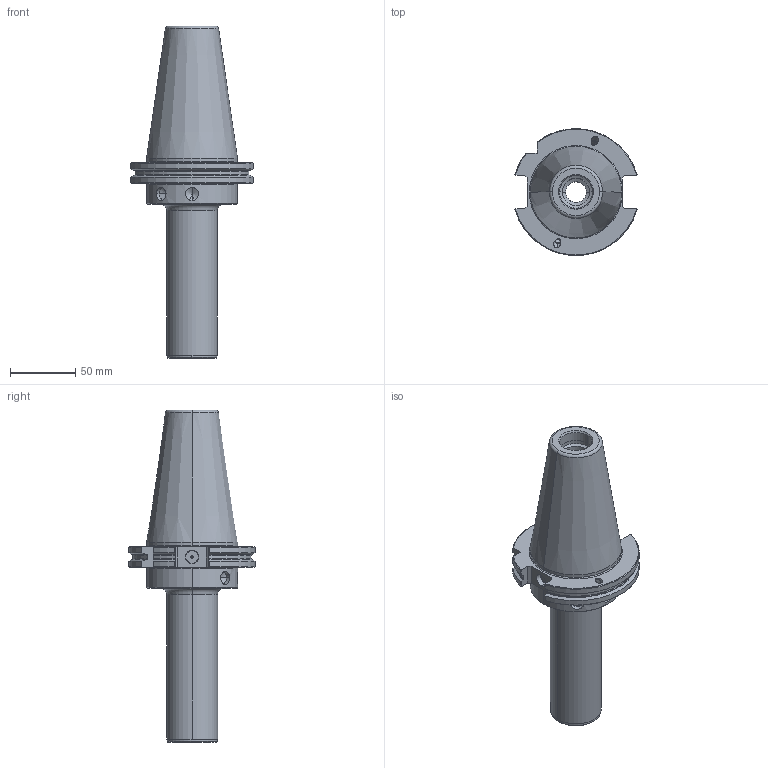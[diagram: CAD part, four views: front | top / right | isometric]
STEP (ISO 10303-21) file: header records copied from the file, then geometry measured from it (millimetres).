
FILE_DESCRIPTION(('no description'),'unknown implementation level');
FILE_NAME('AC27BB2A-156A-4340-B7A5-2A4347B78131_export.stp',' ',('CIMSOURCE GmbH'),('CADClick - KiM GmbH - www.kimweb.de'),'unknown preprocess','ACIS','unknown authorization');
FILE_SCHEMA(('automotive_design'));
Length unit declared in the file: millimetre
Products named in the file (2): 325.944 Kaiser SK50 VBD X CK4 X 160B|690.434 Kaiser ETL M8 X 11 CK4_Standard;NONE; 325.944 Kaiser SK50 VBD X CK4 X 160B|325.944 Kaiser SK50 VBD X CK4 X 160B_Standard;NONE
Bounding box: 93.59 x 97.27 x 254.6 mm (x, y, z)
Volume: 489482.1 mm3; surface area: 70196.4 mm2
Topology: 2 solids, 2 shells, 203 faces, 501 edges, 308 vertices
Faces by surface type: cylinder 65, plane 64, cone 58, torus 16
Entity records: 12120 total; most frequent: CARTESIAN_POINT 1657, DIRECTION 1027, STYLED_ITEM 1006, PRESENTATION_STYLE_ASSIGNMENT 1006, COLOUR_RGB 1006, ORIENTED_EDGE 986, EDGE_CURVE 493, CURVE_STYLE 493
